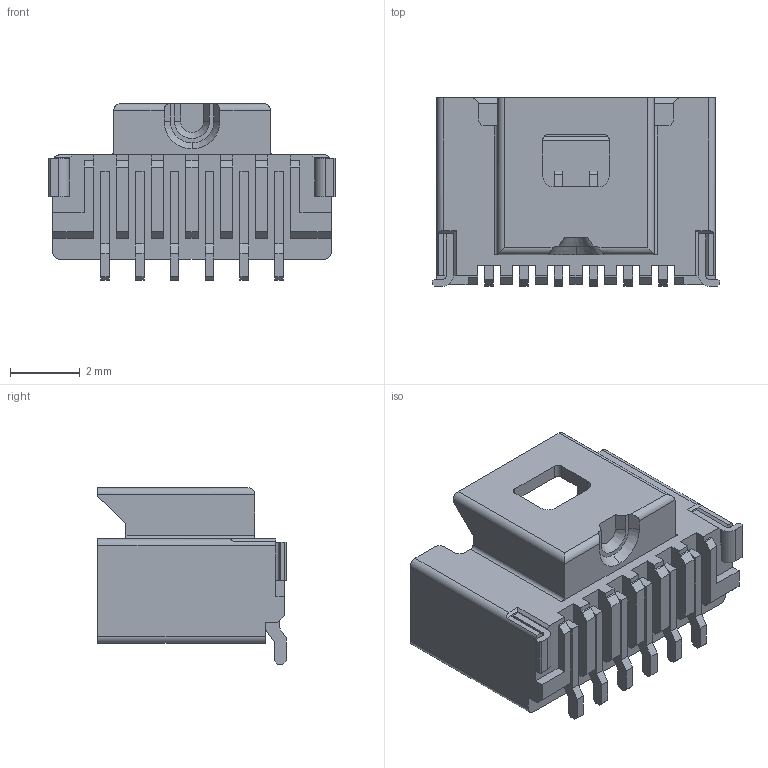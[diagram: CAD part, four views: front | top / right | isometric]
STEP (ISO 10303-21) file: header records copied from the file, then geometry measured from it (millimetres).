
FILE_DESCRIPTION (( 'STEP AP214' ), '1' );
FILE_NAME ('Molex_PicoClasp_501331-0607.step', '2018-01-19T13:24:11', ( '' ), ( '' ), 'SwSTEP 2.0', 'SolidWorks 2018', '' );
FILE_SCHEMA (( 'AUTOMOTIVE_DESIGN' ));
Length unit declared in the file: millimetre
Products named in the file (1): Molex_PicoClasp_501331-0607
Bounding box: 8.24 x 5.41 x 5.07 mm (x, y, z)
Volume: 70 mm3; surface area: 321.2 mm2
Topology: 1 solids, 1 shells, 312 faces, 872 edges, 574 vertices
Faces by surface type: plane 270, cylinder 35, cone 7
Entity records: 11536 total; most frequent: CARTESIAN_POINT 1867, ORIENTED_EDGE 1744, DIRECTION 1553, EDGE_CURVE 872, LINE 787, VECTOR 787, VERTEX_POINT 574, AXIS2_PLACEMENT_3D 383
